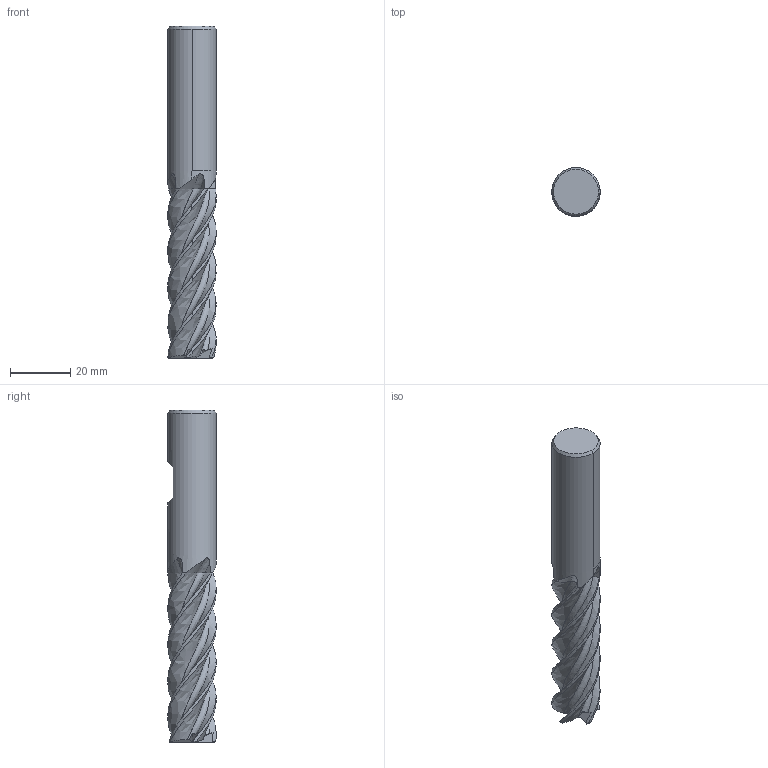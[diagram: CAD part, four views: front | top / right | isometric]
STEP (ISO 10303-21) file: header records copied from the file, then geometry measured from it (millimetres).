
FILE_DESCRIPTION(('no description'),'unknown implementation level');
FILE_NAME('BCU1-M03-0124-16-Detail.stp',' ',('CIMSOURCE GmbH'),('CADClick - KiM GmbH - www.kimweb.de'),'unknown preprocess','ACIS','unknown authorization');
FILE_SCHEMA(('automotive_design'));
Length unit declared in the file: millimetre
Products named in the file (2): NOCUT; CUT
Bounding box: 16 x 16 x 110 mm (x, y, z)
Volume: 16741.2 mm3; surface area: 6958 mm2
Topology: 2 solids, 2 shells, 98 faces, 265 edges, 172 vertices
Faces by surface type: plane 32, revolution 20, bspline 20, cone 17, torus 5, cylinder 4
Entity records: 17619 total; most frequent: CARTESIAN_POINT 12430, STYLED_ITEM 537, PRESENTATION_STYLE_ASSIGNMENT 537, COLOUR_RGB 537, ORIENTED_EDGE 530, DIRECTION 332, EDGE_CURVE 265, CURVE_STYLE 265
